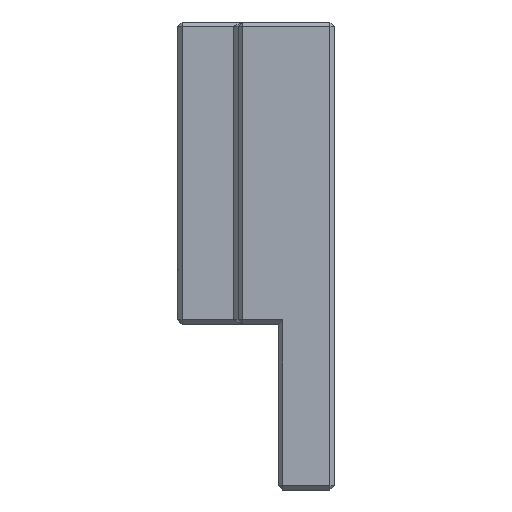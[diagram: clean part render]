
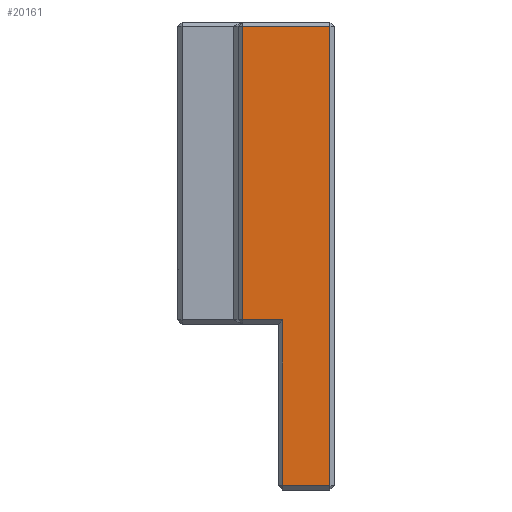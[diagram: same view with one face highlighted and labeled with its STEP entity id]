
A CAD part, left-side view. The second image highlights one B-rep face of the part: STEP entity #20161.
In plain terms, the highlighted planar face has unit normal (-1, 0, 0).
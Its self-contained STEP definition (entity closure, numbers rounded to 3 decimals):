
#1209=FACE_OUTER_BOUND('',#2470,.T.);
#2470=EDGE_LOOP('',(#16636,#16637,#16638,#16639,#16640,#16641));
#2911=LINE('',#27619,#5527);
#2922=LINE('',#27640,#5538);
#4744=LINE('',#31660,#7360);
#4746=LINE('',#31663,#7362);
#4752=LINE('',#31672,#7368);
#4753=LINE('',#31674,#7369);
#5527=VECTOR('',#22072,10.);
#5538=VECTOR('',#22095,10.);
#7360=VECTOR('',#25981,10.);
#7362=VECTOR('',#25985,10.);
#7368=VECTOR('',#25997,10.);
#7369=VECTOR('',#26000,10.);
#8144=VERTEX_POINT('',#27601);
#8149=VERTEX_POINT('',#27614);
#8153=VERTEX_POINT('',#27638);
#9242=VERTEX_POINT('',#31580);
#9250=VERTEX_POINT('',#31607);
#9257=VERTEX_POINT('',#31628);
#9742=EDGE_CURVE('',#8149,#8144,#2911,.T.);
#9753=EDGE_CURVE('',#8144,#8153,#2922,.T.);
#11743=EDGE_CURVE('',#9250,#9257,#4744,.T.);
#11745=EDGE_CURVE('',#9257,#8149,#4746,.T.);
#11751=EDGE_CURVE('',#9242,#9250,#4752,.T.);
#11752=EDGE_CURVE('',#8153,#9242,#4753,.T.);
#16636=ORIENTED_EDGE('',*,*,#11745,.F.);
#16637=ORIENTED_EDGE('',*,*,#11743,.F.);
#16638=ORIENTED_EDGE('',*,*,#11751,.F.);
#16639=ORIENTED_EDGE('',*,*,#11752,.F.);
#16640=ORIENTED_EDGE('',*,*,#9753,.F.);
#16641=ORIENTED_EDGE('',*,*,#9742,.F.);
#18933=PLANE('',#21575);
#20161=ADVANCED_FACE('',(#1209),#18933,.T.);
#21575=AXIS2_PLACEMENT_3D('',#31689,#26022,#26023);
#22072=DIRECTION('',(0.,1.,0.));
#22095=DIRECTION('',(0.,0.,1.));
#25981=DIRECTION('',(0.,-1.,0.));
#25985=DIRECTION('',(0.,0.,-1.));
#25997=DIRECTION('',(0.,0.,1.));
#26000=DIRECTION('',(0.,1.,0.));
#26022=DIRECTION('center_axis',(-1.,0.,0.));
#26023=DIRECTION('ref_axis',(0.,0.,1.));
#27601=CARTESIAN_POINT('',(-249.2,52.169,-76.013));
#27614=CARTESIAN_POINT('',(-249.2,47.969,-76.013));
#27619=CARTESIAN_POINT('',(-249.2,47.569,-76.013));
#27638=CARTESIAN_POINT('',(-249.2,52.169,-61.213));
#27640=CARTESIAN_POINT('',(-249.2,52.169,-64.013));
#31580=CARTESIAN_POINT('',(-249.2,55.769,-61.213));
#31607=CARTESIAN_POINT('',(-249.2,55.769,-35.013));
#31628=CARTESIAN_POINT('',(-249.2,47.969,-35.013));
#31660=CARTESIAN_POINT('',(-249.2,47.569,-35.013));
#31663=CARTESIAN_POINT('',(-249.2,47.969,-54.863));
#31672=CARTESIAN_POINT('',(-249.2,55.769,-54.863));
#31674=CARTESIAN_POINT('',(-249.2,47.569,-61.213));
#31689=CARTESIAN_POINT('Origin',(-249.2,47.569,-61.613));
